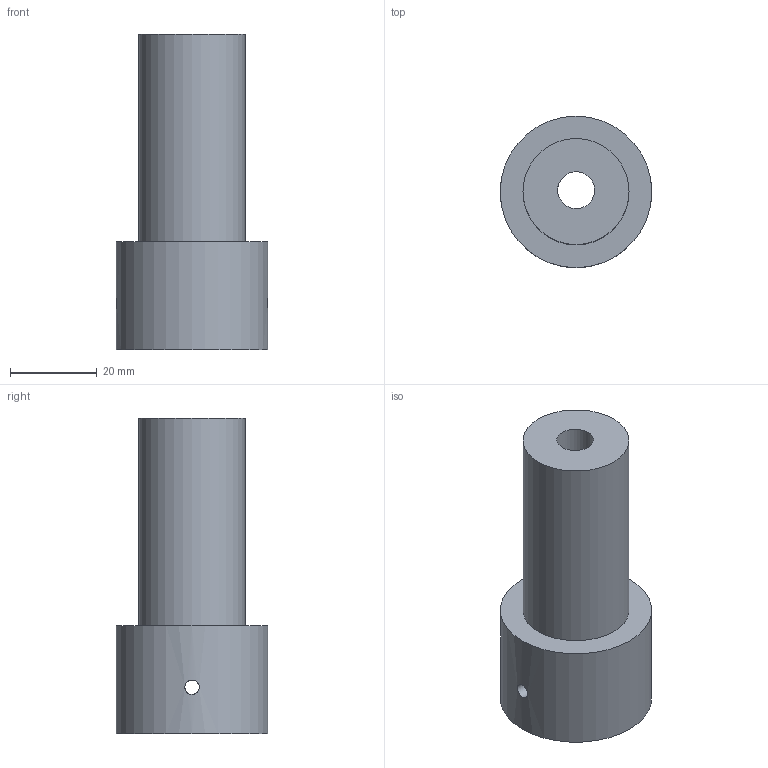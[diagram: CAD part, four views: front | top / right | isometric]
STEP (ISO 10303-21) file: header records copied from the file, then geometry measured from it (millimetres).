
FILE_DESCRIPTION(/* description */ (''),/* implementation_level */ '2;1');
FILE_NAME(/* name */ 'Sans nom.step',/* time_stamp */ '2021-05-03T00:52:58+02:00',/* author */ (''),/* organization */ (''),/* preprocessor_version */ 'ST-DEVELOPER v18.1',/* originating_system */ 'Autodesk Translation Framework v10.6.0.1341',/* authorisation */ '');
FILE_SCHEMA (('AUTOMOTIVE_DESIGN { 1 0 10303 214 3 1 1 }'));
Length unit declared in the file: millimetre
Products named in the file (1): (Non enregistré)
Bounding box: 35 x 35 x 73 mm (x, y, z)
Volume: 23589.3 mm3; surface area: 12868.2 mm2
Topology: 1 solids, 1 shells, 10 faces, 25 edges, 17 vertices
Faces by surface type: cylinder 6, plane 4
Full cylindrical faces by diameter (mm): 3.332 x2, 8.526 x1, 21 x1, 24.5 x1, 35 x1
Entity records: 469 total; most frequent: CARTESIAN_POINT 190, ORIENTED_EDGE 50, DIRECTION 46, EDGE_CURVE 25, AXIS2_PLACEMENT_3D 19, VERTEX_POINT 17, EDGE_LOOP 16, FACE_OUTER_BOUND 10
